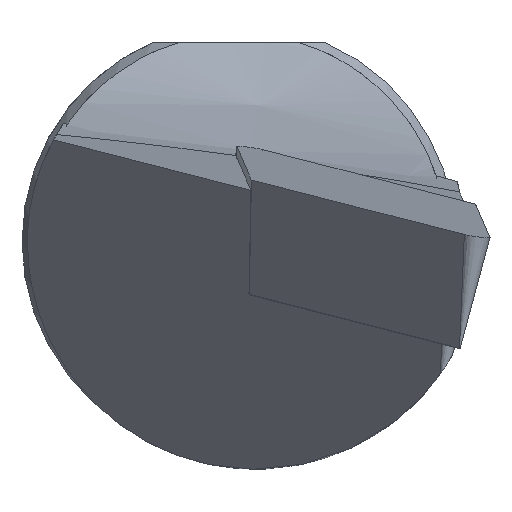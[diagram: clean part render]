
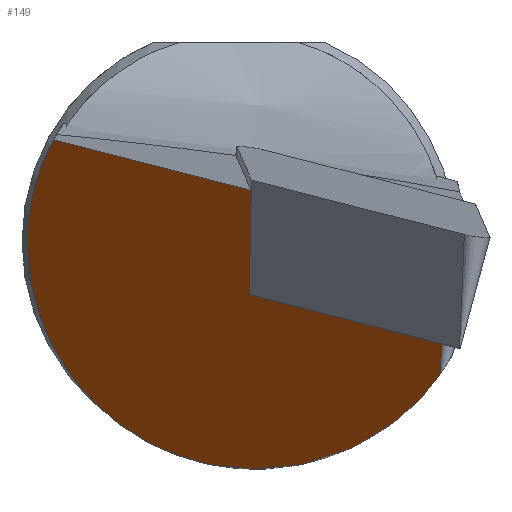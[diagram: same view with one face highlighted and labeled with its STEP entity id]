
A CAD part, left-side view. The second image highlights one B-rep face of the part: STEP entity #149.
In plain terms, the highlighted planar face has unit normal (-0.599, 0.798, -0.064).
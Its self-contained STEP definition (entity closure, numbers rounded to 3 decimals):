
#143=ELLIPSE('',#654,9.768,5.85);
#144=ELLIPSE('',#655,10.519,6.3);
#149=ADVANCED_FACE('',(#198),#181,.T.);
#181=PLANE('',#656);
#198=FACE_OUTER_BOUND('',#229,.T.);
#229=EDGE_LOOP('',(#346,#347,#348,#349,#350,#351));
#261=LINE('',#851,#297);
#267=LINE('',#883,#303);
#268=LINE('',#889,#304);
#269=LINE('',#891,#305);
#297=VECTOR('',#706,1.);
#303=VECTOR('',#720,1.);
#304=VECTOR('',#725,1.);
#305=VECTOR('',#726,1.);
#346=ORIENTED_EDGE('',*,*,#558,.F.);
#347=ORIENTED_EDGE('',*,*,#547,.F.);
#348=ORIENTED_EDGE('',*,*,#559,.T.);
#349=ORIENTED_EDGE('',*,*,#560,.T.);
#350=ORIENTED_EDGE('',*,*,#561,.F.);
#351=ORIENTED_EDGE('',*,*,#562,.F.);
#494=VERTEX_POINT('',#852);
#495=VERTEX_POINT('',#853);
#504=VERTEX_POINT('',#884);
#505=VERTEX_POINT('',#886);
#506=VERTEX_POINT('',#888);
#507=VERTEX_POINT('',#890);
#547=EDGE_CURVE('',#494,#495,#261,.T.);
#558=EDGE_CURVE('',#495,#504,#267,.T.);
#559=EDGE_CURVE('',#494,#505,#143,.T.);
#560=EDGE_CURVE('',#505,#506,#144,.T.);
#561=EDGE_CURVE('',#507,#506,#268,.T.);
#562=EDGE_CURVE('',#504,#507,#269,.T.);
#654=AXIS2_PLACEMENT_3D('',#885,#721,#722);
#655=AXIS2_PLACEMENT_3D('',#887,#723,#724);
#656=AXIS2_PLACEMENT_3D('',#892,#727,#728);
#706=DIRECTION('',(-0.784,-0.601,-0.154));
#720=DIRECTION('',(0.131,0.019,-0.991));
#721=DIRECTION('',(-0.599,0.798,-0.064));
#722=DIRECTION('',(0.801,0.597,-0.048));
#723=DIRECTION('',(-0.599,0.798,-0.064));
#724=DIRECTION('',(0.801,0.597,-0.048));
#725=DIRECTION('',(0.161,0.042,-0.986));
#726=DIRECTION('',(-0.784,-0.601,-0.154));
#727=DIRECTION('',(-0.599,0.798,-0.064));
#728=DIRECTION('',(-0.8,-0.6,0.));
#851=CARTESIAN_POINT('',(1.852,-5.732,0.038));
#852=CARTESIAN_POINT('',(16.027,5.127,2.816));
#853=CARTESIAN_POINT('',(8.897,-0.335,1.419));
#883=CARTESIAN_POINT('',(8.903,-0.334,1.376));
#884=CARTESIAN_POINT('',(9.278,-0.281,-1.46));
#885=CARTESIAN_POINT('',(9.495,0.,0.));
#886=CARTESIAN_POINT('',(17.292,5.85,0.));
#887=CARTESIAN_POINT('',(8.896,-0.45,0.));
#888=CARTESIAN_POINT('',(2.457,-5.576,-3.663));
#889=CARTESIAN_POINT('',(1.803,-5.745,0.336));
#890=CARTESIAN_POINT('',(2.32,-5.611,-2.823));
#891=CARTESIAN_POINT('',(2.32,-5.611,-2.823));
#892=CARTESIAN_POINT('',(1.803,-5.745,0.336));
